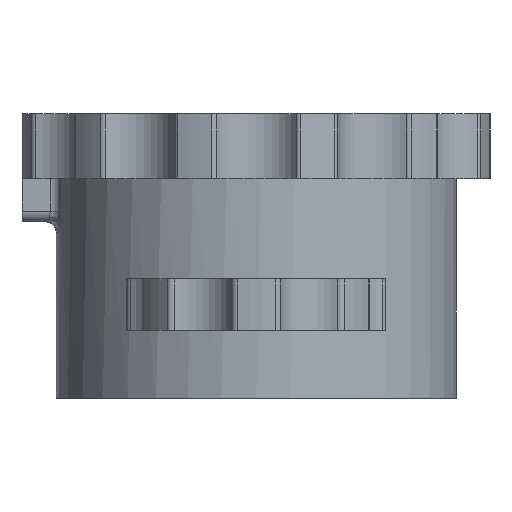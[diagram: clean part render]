
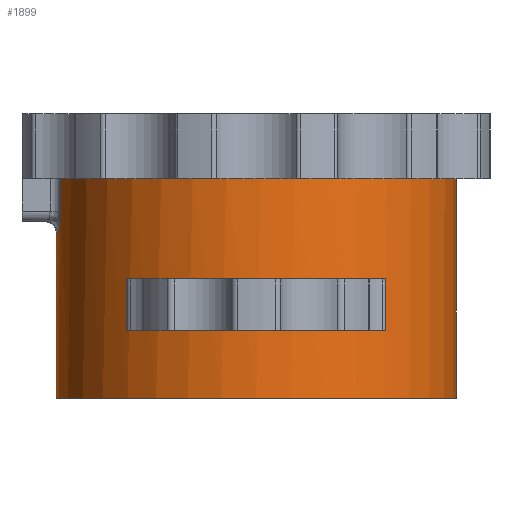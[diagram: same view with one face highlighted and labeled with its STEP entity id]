
A CAD part, front view. The second image highlights one B-rep face of the part: STEP entity #1899.
In plain terms, the highlighted cylindrical face has radius 23.5 mm (diameter 47 mm), a full revolution.
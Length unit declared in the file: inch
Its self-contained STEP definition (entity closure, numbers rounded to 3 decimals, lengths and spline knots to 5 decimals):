
#19=B_SPLINE_CURVE_WITH_KNOTS('',3,(#3028,#3029,#3030,#3031,#3032,#3033),
 .UNSPECIFIED.,.F.,.F.,(4,1,1,4),(0.,0.17205,0.28676,
0.40146),.UNSPECIFIED.);
#21=B_SPLINE_CURVE_WITH_KNOTS('',3,(#3081,#3082,#3083,#3084,#3085,#3086),
 .UNSPECIFIED.,.F.,.F.,(4,1,1,4),(0.,0.17205,0.28676,
0.40146),.UNSPECIFIED.);
#34=CYLINDRICAL_SURFACE('',#2036,0.9252);
#120=LINE('',#2988,#246);
#121=LINE('',#3091,#247);
#134=LINE('',#3172,#260);
#246=VECTOR('',#2312,0.3937);
#247=VECTOR('',#2331,0.3937);
#260=VECTOR('',#2370,0.9252);
#384=FACE_OUTER_BOUND('',#491,.T.);
#491=EDGE_LOOP('',(#1331,#1332,#1333,#1334,#1335,#1336,#1337,#1338,#1339,
#1340));
#585=CIRCLE('',#2005,0.9252);
#594=CIRCLE('',#2019,0.9252);
#595=CIRCLE('',#2020,0.9252);
#603=CIRCLE('',#2037,0.9252);
#754=VERTEX_POINT('',#2953);
#766=VERTEX_POINT('',#2982);
#768=VERTEX_POINT('',#2986);
#770=VERTEX_POINT('',#3026);
#772=VERTEX_POINT('',#3036);
#773=VERTEX_POINT('',#3038);
#775=VERTEX_POINT('',#3079);
#776=VERTEX_POINT('',#3088);
#954=EDGE_CURVE('',#754,#754,#585,.T.);
#970=EDGE_CURVE('',#768,#766,#120,.T.);
#973=EDGE_CURVE('',#770,#768,#19,.T.);
#975=EDGE_CURVE('',#772,#773,#594,.T.);
#976=EDGE_CURVE('',#773,#770,#595,.T.);
#980=EDGE_CURVE('',#775,#772,#21,.T.);
#982=EDGE_CURVE('',#776,#775,#121,.T.);
#1003=EDGE_CURVE('',#776,#766,#603,.T.);
#1004=EDGE_CURVE('',#773,#754,#134,.T.);
#1331=ORIENTED_EDGE('',*,*,#982,.F.);
#1332=ORIENTED_EDGE('',*,*,#1003,.T.);
#1333=ORIENTED_EDGE('',*,*,#970,.F.);
#1334=ORIENTED_EDGE('',*,*,#973,.F.);
#1335=ORIENTED_EDGE('',*,*,#976,.F.);
#1336=ORIENTED_EDGE('',*,*,#1004,.T.);
#1337=ORIENTED_EDGE('',*,*,#954,.F.);
#1338=ORIENTED_EDGE('',*,*,#1004,.F.);
#1339=ORIENTED_EDGE('',*,*,#975,.F.);
#1340=ORIENTED_EDGE('',*,*,#980,.F.);
#1899=ADVANCED_FACE('',(#384),#34,.T.);
#2005=AXIS2_PLACEMENT_3D('',#2954,#2281,#2282);
#2019=AXIS2_PLACEMENT_3D('',#3039,#2319,#2320);
#2020=AXIS2_PLACEMENT_3D('',#3040,#2321,#2322);
#2036=AXIS2_PLACEMENT_3D('',#3170,#2366,#2367);
#2037=AXIS2_PLACEMENT_3D('',#3171,#2368,#2369);
#2281=DIRECTION('center_axis',(0.,0.,-1.));
#2282=DIRECTION('ref_axis',(1.,0.,0.));
#2312=DIRECTION('',(0.,0.,1.));
#2319=DIRECTION('center_axis',(0.,0.,1.));
#2320=DIRECTION('ref_axis',(-1.,0.,0.));
#2321=DIRECTION('center_axis',(0.,0.,1.));
#2322=DIRECTION('ref_axis',(-1.,0.,0.));
#2331=DIRECTION('',(0.,0.,-1.));
#2366=DIRECTION('center_axis',(0.,0.,1.));
#2367=DIRECTION('ref_axis',(1.,0.,0.));
#2368=DIRECTION('center_axis',(0.,0.,-1.));
#2369=DIRECTION('ref_axis',(1.,0.,0.));
#2370=DIRECTION('',(0.,0.,-1.));
#2953=CARTESIAN_POINT('',(-0.9252,0.,-0.31496));
#2954=CARTESIAN_POINT('Origin',(0.,0.,-0.31496));
#2982=CARTESIAN_POINT('',(-0.90401,-0.19684,0.7));
#2986=CARTESIAN_POINT('',(-0.90401,-0.19684,0.55));
#2988=CARTESIAN_POINT('',(-0.90401,-0.19684,0.));
#3026=CARTESIAN_POINT('',(-0.91956,-0.10197,0.45));
#3028=CARTESIAN_POINT('Ctrl Pts',(-0.91956,-0.10197,
0.45));
#3029=CARTESIAN_POINT('Ctrl Pts',(-0.9172,-0.12326,
0.45));
#3030=CARTESIAN_POINT('Ctrl Pts',(-0.91187,-0.15842,0.46305));
#3031=CARTESIAN_POINT('Ctrl Pts',(-0.90548,-0.19024,
0.5049));
#3032=CARTESIAN_POINT('Ctrl Pts',(-0.90401,-0.19684,
0.53495));
#3033=CARTESIAN_POINT('Ctrl Pts',(-0.90401,-0.19684,
0.55));
#3036=CARTESIAN_POINT('',(-0.91956,0.10197,0.45));
#3038=CARTESIAN_POINT('',(-0.9252,0.,0.45));
#3039=CARTESIAN_POINT('Origin',(0.,0.,0.45));
#3040=CARTESIAN_POINT('Origin',(0.,0.,0.45));
#3079=CARTESIAN_POINT('',(-0.90401,0.19684,0.55));
#3081=CARTESIAN_POINT('Ctrl Pts',(-0.90401,0.19684,
0.55));
#3082=CARTESIAN_POINT('Ctrl Pts',(-0.90401,0.19684,
0.52742));
#3083=CARTESIAN_POINT('Ctrl Pts',(-0.90691,0.1842,
0.49004));
#3084=CARTESIAN_POINT('Ctrl Pts',(-0.91416,0.1444,
0.45685));
#3085=CARTESIAN_POINT('Ctrl Pts',(-0.91799,0.11616,
0.45));
#3086=CARTESIAN_POINT('Ctrl Pts',(-0.91956,0.10197,
0.45));
#3088=CARTESIAN_POINT('',(-0.90401,0.19684,0.7));
#3091=CARTESIAN_POINT('',(-0.90401,0.19684,0.));
#3170=CARTESIAN_POINT('Origin',(0.,0.,0.));
#3171=CARTESIAN_POINT('Origin',(0.,0.,0.7));
#3172=CARTESIAN_POINT('',(-0.9252,0.,0.));
